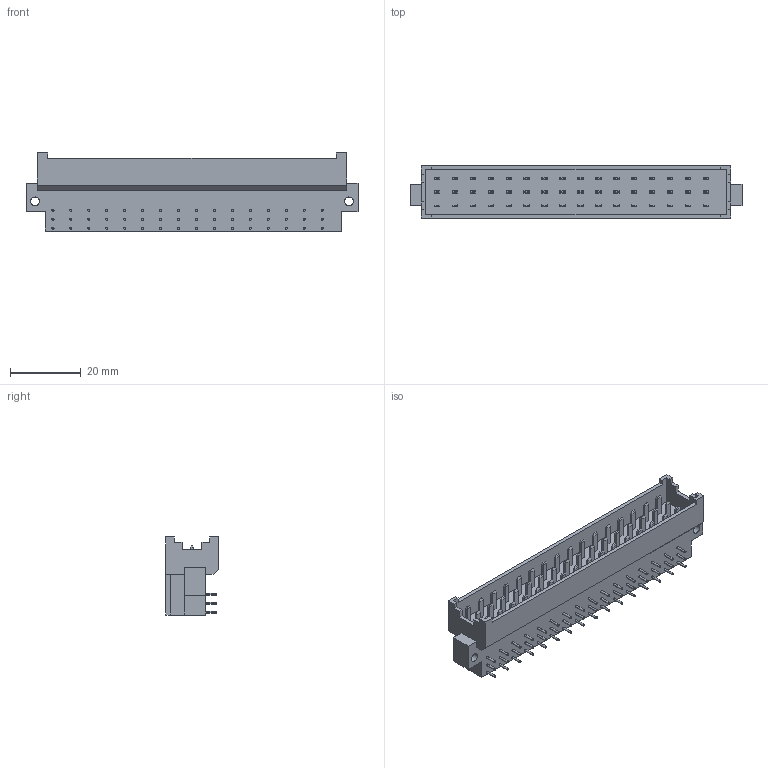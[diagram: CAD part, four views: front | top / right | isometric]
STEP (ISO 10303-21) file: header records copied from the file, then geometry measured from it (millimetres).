
FILE_DESCRIPTION (( 'STEP AP214' ), '1' );
FILE_NAME ('Harting 09061486901.STEP', '2017-01-08T22:04:04', ( '' ), ( '' ), 'SwSTEP 2.0', 'SolidWorks 2016', '' );
FILE_SCHEMA (( 'AUTOMOTIVE_DESIGN' ));
Length unit declared in the file: millimetre
Products named in the file (2): Harting 09061486901
Assembly tree (1 placements, depth 2):
  Harting 09061486901
    Harting 09061486901
Bounding box: 94 x 14.8 x 22.1 mm (x, y, z)
Volume: 15655.5 mm3; surface area: 9718.3 mm2
Topology: 1 solids, 1 shells, 634 faces, 1416 edges, 880 vertices
Faces by surface type: plane 534, cylinder 100
Entity records: 23554 total; most frequent: CARTESIAN_POINT 2934, DIRECTION 2892, ORIENTED_EDGE 2832, EDGE_CURVE 1416, VECTOR 1216, LINE 1216, VERTEX_POINT 880, AXIS2_PLACEMENT_3D 838
